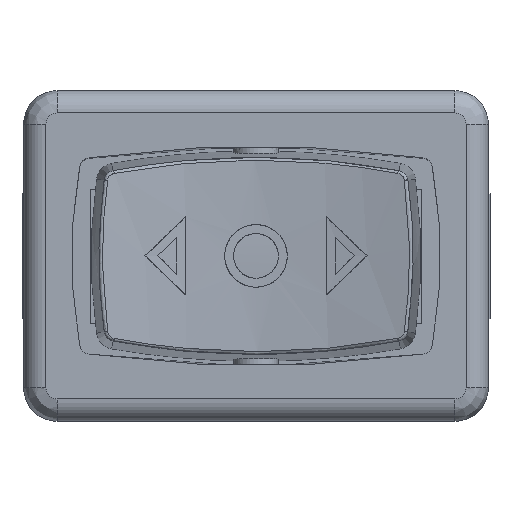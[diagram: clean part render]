
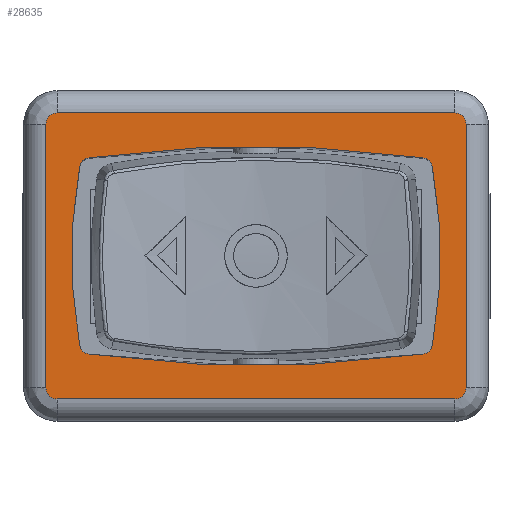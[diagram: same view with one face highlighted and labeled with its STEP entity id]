
A CAD part, top view. The second image highlights one B-rep face of the part: STEP entity #28635.
In plain terms, the highlighted planar face has unit normal (0, 0, 1).
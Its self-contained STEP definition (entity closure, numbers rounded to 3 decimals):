
#27793=CARTESIAN_POINT('',(7.468,4.395,16.0));
#27794=VERTEX_POINT('',#27793);
#27801=CARTESIAN_POINT('',(-7.468,4.395,16.0));
#27802=VERTEX_POINT('',#27801);
#27803=CARTESIAN_POINT('',(0.,-50.095,16.0));
#27804=DIRECTION('',(0.0,0.0,-1.));
#27805=DIRECTION('',(-0.136,-0.991,0.0));
#27806=AXIS2_PLACEMENT_3D('',#27803,#27804,#27805);
#27807=CIRCLE('',#27806,55.);
#27808=EDGE_CURVE('',#27802,#27794,#27807,.T.);
#27837=CARTESIAN_POINT('',(-7.892,3.991,16.0));
#27838=VERTEX_POINT('',#27837);
#27839=CARTESIAN_POINT('',(-7.4,3.9,16.0));
#27840=DIRECTION('',(0.0,0.0,-1.0));
#27841=DIRECTION('',(0.136,-0.991,0.0));
#27842=AXIS2_PLACEMENT_3D('',#27839,#27840,#27841);
#27843=CIRCLE('',#27842,0.5);
#27844=EDGE_CURVE('',#27838,#27802,#27843,.T.);
#27870=CARTESIAN_POINT('',(-7.892,-3.991,16.0));
#27871=VERTEX_POINT('',#27870);
#27872=CARTESIAN_POINT('',(13.743,0.,16.0));
#27873=DIRECTION('',(0.0,0.0,-1.0));
#27874=DIRECTION('',(0.983,-0.181,0.0));
#27875=AXIS2_PLACEMENT_3D('',#27872,#27873,#27874);
#27876=CIRCLE('',#27875,22.);
#27877=EDGE_CURVE('',#27871,#27838,#27876,.T.);
#27903=CARTESIAN_POINT('',(-7.468,-4.395,16.0));
#27904=VERTEX_POINT('',#27903);
#27905=CARTESIAN_POINT('',(-7.4,-3.9,16.0));
#27906=DIRECTION('',(0.0,0.0,-1.0));
#27907=DIRECTION('',(0.983,0.181,0.0));
#27908=AXIS2_PLACEMENT_3D('',#27905,#27906,#27907);
#27909=CIRCLE('',#27908,0.5);
#27910=EDGE_CURVE('',#27904,#27871,#27909,.T.);
#27936=CARTESIAN_POINT('',(7.468,-4.395,16.0));
#27937=VERTEX_POINT('',#27936);
#27938=CARTESIAN_POINT('',(0.,50.095,16.0));
#27939=DIRECTION('',(0.0,0.0,-1.));
#27940=DIRECTION('',(0.136,0.991,0.0));
#27941=AXIS2_PLACEMENT_3D('',#27938,#27939,#27940);
#27942=CIRCLE('',#27941,55.);
#27943=EDGE_CURVE('',#27937,#27904,#27942,.T.);
#27972=CARTESIAN_POINT('',(7.892,-3.991,16.0));
#27973=VERTEX_POINT('',#27972);
#27974=CARTESIAN_POINT('',(7.4,-3.9,16.0));
#27975=DIRECTION('',(0.0,0.0,-1.0));
#27976=DIRECTION('',(-0.136,0.991,0.0));
#27977=AXIS2_PLACEMENT_3D('',#27974,#27975,#27976);
#27978=CIRCLE('',#27977,0.5);
#27979=EDGE_CURVE('',#27973,#27937,#27978,.T.);
#28005=CARTESIAN_POINT('',(7.892,3.991,16.0));
#28006=VERTEX_POINT('',#28005);
#28007=CARTESIAN_POINT('',(-13.743,0.,16.0));
#28008=DIRECTION('',(0.0,0.0,-1.0));
#28009=DIRECTION('',(-0.983,0.181,0.0));
#28010=AXIS2_PLACEMENT_3D('',#28007,#28008,#28009);
#28011=CIRCLE('',#28010,22.);
#28012=EDGE_CURVE('',#28006,#27973,#28011,.T.);
#28036=CARTESIAN_POINT('',(7.4,3.9,16.0));
#28037=DIRECTION('',(0.0,0.0,-1.0));
#28038=DIRECTION('',(-0.983,-0.181,0.0));
#28039=AXIS2_PLACEMENT_3D('',#28036,#28037,#28038);
#28040=CIRCLE('',#28039,0.5);
#28041=EDGE_CURVE('',#27794,#28006,#28040,.T.);
#28088=CARTESIAN_POINT('',(-9.4,-5.9,16.0));
#28089=VERTEX_POINT('',#28088);
#28097=CARTESIAN_POINT('',(-9.4,5.9,16.0));
#28098=VERTEX_POINT('',#28097);
#28099=CARTESIAN_POINT('',(-9.4,-5.9,16.0));
#28100=DIRECTION('',(0.0,1.0,0.0));
#28101=VECTOR('',#28100,11.8);
#28102=LINE('',#28099,#28101);
#28103=EDGE_CURVE('',#28089,#28098,#28102,.T.);
#28178=CARTESIAN_POINT('',(-8.9,-6.4,16.0));
#28179=VERTEX_POINT('',#28178);
#28187=CARTESIAN_POINT('',(-8.9,-5.9,16.0));
#28188=DIRECTION('',(0.,0.,-1.));
#28189=DIRECTION('',(-0.707,-0.707,0.));
#28190=AXIS2_PLACEMENT_3D('',#28187,#28188,#28189);
#28191=CIRCLE('',#28190,0.5);
#28192=EDGE_CURVE('',#28179,#28089,#28191,.T.);
#28258=CARTESIAN_POINT('',(-8.9,6.4,16.0));
#28259=VERTEX_POINT('',#28258);
#28277=CARTESIAN_POINT('',(-8.9,5.9,16.0));
#28278=DIRECTION('',(0.,0.,-1.0));
#28279=DIRECTION('',(-0.707,0.707,0.));
#28280=AXIS2_PLACEMENT_3D('',#28277,#28278,#28279);
#28281=CIRCLE('',#28280,0.5);
#28282=EDGE_CURVE('',#28098,#28259,#28281,.T.);
#28294=CARTESIAN_POINT('',(8.9,-6.4,16.0));
#28295=VERTEX_POINT('',#28294);
#28303=CARTESIAN_POINT('',(8.9,-6.4,16.0));
#28304=DIRECTION('',(-1.0,0.0,0.0));
#28305=VECTOR('',#28304,17.8);
#28306=LINE('',#28303,#28305);
#28307=EDGE_CURVE('',#28295,#28179,#28306,.T.);
#28324=CARTESIAN_POINT('',(8.9,6.4,16.0));
#28325=VERTEX_POINT('',#28324);
#28342=CARTESIAN_POINT('',(-8.9,6.4,16.0));
#28343=DIRECTION('',(1.0,0.0,0.0));
#28344=VECTOR('',#28343,17.8);
#28345=LINE('',#28342,#28344);
#28346=EDGE_CURVE('',#28259,#28325,#28345,.T.);
#28406=CARTESIAN_POINT('',(9.4,-5.9,16.0));
#28407=VERTEX_POINT('',#28406);
#28415=CARTESIAN_POINT('',(8.9,-5.9,16.0));
#28416=DIRECTION('',(0.,0.,-1.));
#28417=DIRECTION('',(0.707,-0.707,0.));
#28418=AXIS2_PLACEMENT_3D('',#28415,#28416,#28417);
#28419=CIRCLE('',#28418,0.5);
#28420=EDGE_CURVE('',#28407,#28295,#28419,.T.);
#28486=CARTESIAN_POINT('',(9.4,5.9,16.0));
#28487=VERTEX_POINT('',#28486);
#28505=CARTESIAN_POINT('',(8.9,5.9,16.0));
#28506=DIRECTION('',(0.,0.,-1.));
#28507=DIRECTION('',(0.707,0.707,0.));
#28508=AXIS2_PLACEMENT_3D('',#28505,#28506,#28507);
#28509=CIRCLE('',#28508,0.5);
#28510=EDGE_CURVE('',#28325,#28487,#28509,.T.);
#28528=CARTESIAN_POINT('',(9.4,5.9,16.0));
#28529=DIRECTION('',(0.0,-1.0,0.0));
#28530=VECTOR('',#28529,11.8);
#28531=LINE('',#28528,#28530);
#28532=EDGE_CURVE('',#28487,#28407,#28531,.T.);
#28610=CARTESIAN_POINT('',(0.,0.,16.0));
#28611=DIRECTION('',(0.0,0.0,1.0));
#28612=DIRECTION('',(1.0,0.0,0.0));
#28613=AXIS2_PLACEMENT_3D('',#28610,#28611,#28612);
#28614=PLANE('',#28613);
#28615=ORIENTED_EDGE('',*,*,#28103,.F.);
#28616=ORIENTED_EDGE('',*,*,#28192,.F.);
#28617=ORIENTED_EDGE('',*,*,#28307,.F.);
#28618=ORIENTED_EDGE('',*,*,#28420,.F.);
#28619=ORIENTED_EDGE('',*,*,#28532,.F.);
#28620=ORIENTED_EDGE('',*,*,#28510,.F.);
#28621=ORIENTED_EDGE('',*,*,#28346,.F.);
#28622=ORIENTED_EDGE('',*,*,#28282,.F.);
#28623=EDGE_LOOP('',(#28615,#28616,#28617,#28618,#28619,#28620,#28621,#28622));
#28624=FACE_OUTER_BOUND('',#28623,.T.);
#28625=ORIENTED_EDGE('',*,*,#27808,.T.);
#28626=ORIENTED_EDGE('',*,*,#28041,.T.);
#28627=ORIENTED_EDGE('',*,*,#28012,.T.);
#28628=ORIENTED_EDGE('',*,*,#27979,.T.);
#28629=ORIENTED_EDGE('',*,*,#27943,.T.);
#28630=ORIENTED_EDGE('',*,*,#27910,.T.);
#28631=ORIENTED_EDGE('',*,*,#27877,.T.);
#28632=ORIENTED_EDGE('',*,*,#27844,.T.);
#28633=EDGE_LOOP('',(#28625,#28626,#28627,#28628,#28629,#28630,#28631,#28632));
#28634=FACE_BOUND('',#28633,.T.);
#28635=ADVANCED_FACE('',(#28624,#28634),#28614,.T.);
